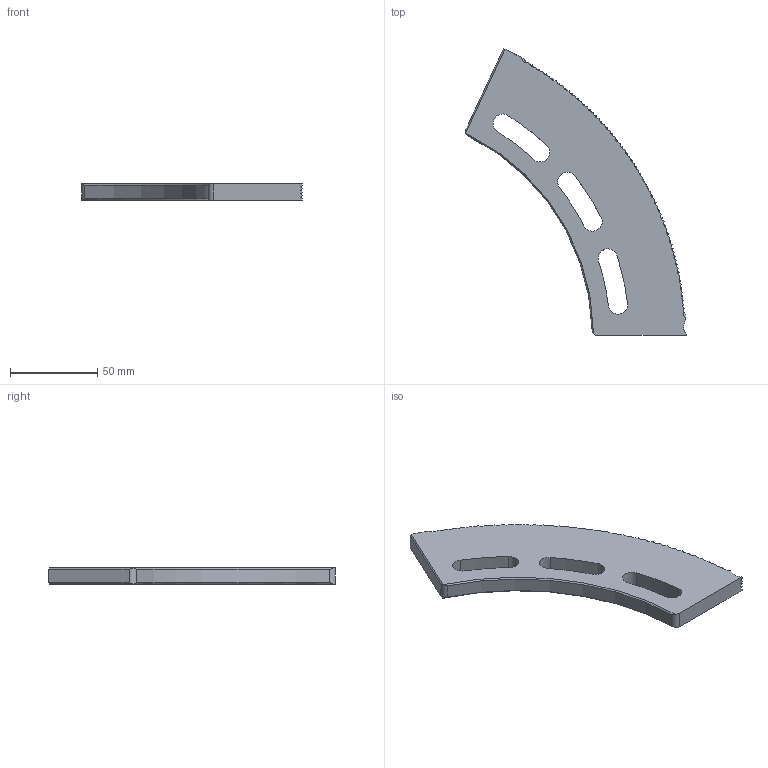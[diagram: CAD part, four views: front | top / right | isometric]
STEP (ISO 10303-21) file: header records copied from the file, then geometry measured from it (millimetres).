
FILE_DESCRIPTION (( 'STEP AP203' ), '1' );
FILE_NAME ('M721020-S.STEP', '2022-04-20T20:41:35', ( '' ), ( '' ), 'SwSTEP 2.0', 'SolidWorks 2020', '' );
FILE_SCHEMA (( 'CONFIG_CONTROL_DESIGN' ));
Length unit declared in the file: inch
Products named in the file (1): M721020-S
Bounding box: 126.26 x 164.04 x 9.51 mm (x, y, z)
Volume: 74013.3 mm3; surface area: 22926.3 mm2
Topology: 1 solids, 1 shells, 124 faces, 364 edges, 242 vertices
Faces by surface type: sphere 80, cylinder 22, plane 10, cone 10, torus 2
Entity records: 5596 total; most frequent: CARTESIAN_POINT 2194, DIRECTION 730, ORIENTED_EDGE 728, EDGE_CURVE 364, AXIS2_PLACEMENT_3D 343, VERTEX_POINT 242, CIRCLE 218, EDGE_LOOP 130
